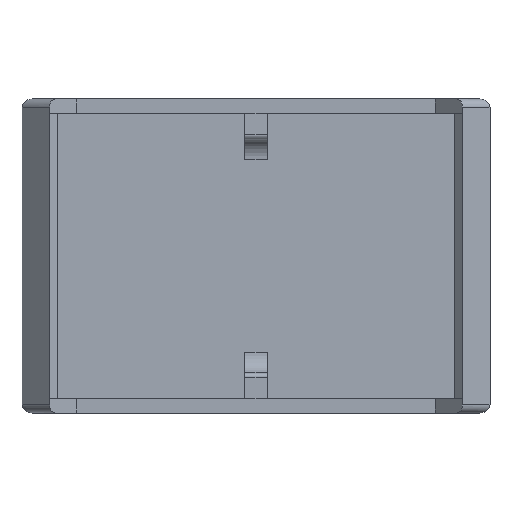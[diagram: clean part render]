
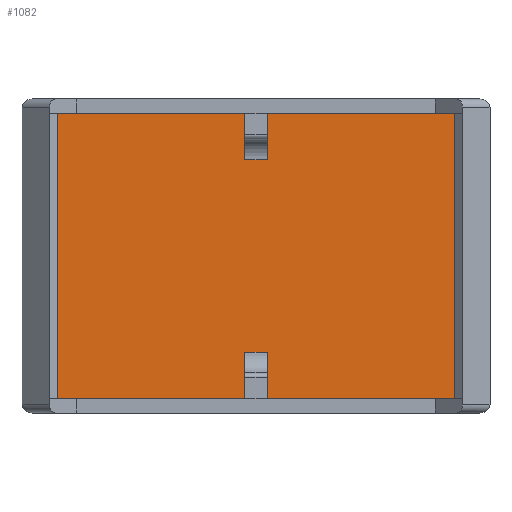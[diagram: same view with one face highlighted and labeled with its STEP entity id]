
A CAD part, front view. The second image highlights one B-rep face of the part: STEP entity #1082.
In plain terms, the highlighted planar face has unit normal (0, -1, 0).
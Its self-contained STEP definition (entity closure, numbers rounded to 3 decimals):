
#3 = VECTOR ( 'NONE', #1402, 1000. ) ;
#5 = VECTOR ( 'NONE', #1437, 1000. ) ;
#6 = CARTESIAN_POINT ( 'NONE',  ( -24.977, 0.5, -17.25 ) ) ;
#27 = CARTESIAN_POINT ( 'NONE',  ( 0., 0.5, 11.65 ) ) ;
#29 = LINE ( 'NONE', #6, #1405 ) ;
#39 = CARTESIAN_POINT ( 'NONE',  ( 23.977, 0.5, 17.25 ) ) ;
#61 = EDGE_CURVE ( 'NONE', #873, #1460, #1057, .T. ) ;
#115 = VECTOR ( 'NONE', #857, 1000. ) ;
#119 = EDGE_CURVE ( 'NONE', #167, #936, #1186, .T. ) ;
#123 = LINE ( 'NONE', #1016, #553 ) ;
#148 = LINE ( 'NONE', #908, #1084 ) ;
#167 = VERTEX_POINT ( 'NONE', #39 ) ;
#192 = CARTESIAN_POINT ( 'NONE',  ( -1.35, 0.5, 11.65 ) ) ;
#201 = VECTOR ( 'NONE', #1326, 1000. ) ;
#211 = VERTEX_POINT ( 'NONE', #1344 ) ;
#223 = ORIENTED_EDGE ( 'NONE', *, *, #557, .T. ) ;
#272 = DIRECTION ( 'NONE',  ( 0., 0., 1. ) ) ;
#277 = CARTESIAN_POINT ( 'NONE',  ( 0., 0.5, -11.65 ) ) ;
#283 = VECTOR ( 'NONE', #1489, 1000. ) ;
#306 = LINE ( 'NONE', #820, #3 ) ;
#313 = EDGE_CURVE ( 'NONE', #1425, #450, #605, .T. ) ;
#344 = CARTESIAN_POINT ( 'NONE',  ( -1.35, 0.5, -11.65 ) ) ;
#354 = VECTOR ( 'NONE', #654, 1000. ) ;
#362 = EDGE_CURVE ( 'NONE', #457, #1184, #482, .T. ) ;
#378 = EDGE_CURVE ( 'NONE', #1372, #167, #683, .T. ) ;
#422 = AXIS2_PLACEMENT_3D ( 'NONE', #667, #548, #1273 ) ;
#427 = FACE_OUTER_BOUND ( 'NONE', #626, .T. ) ;
#450 = VERTEX_POINT ( 'NONE', #859 ) ;
#457 = VERTEX_POINT ( 'NONE', #1440 ) ;
#474 = CARTESIAN_POINT ( 'NONE',  ( 1.35, 0.5, -17.25 ) ) ;
#482 = LINE ( 'NONE', #27, #852 ) ;
#512 = ORIENTED_EDGE ( 'NONE', *, *, #851, .F. ) ;
#516 = CARTESIAN_POINT ( 'NONE',  ( -24.977, 0.5, 17.25 ) ) ;
#520 = CARTESIAN_POINT ( 'NONE',  ( -1.35, 0.5, -17.25 ) ) ;
#548 = DIRECTION ( 'NONE',  ( 0., -1., 0. ) ) ;
#553 = VECTOR ( 'NONE', #1412, 1000. ) ;
#557 = EDGE_CURVE ( 'NONE', #1460, #1419, #1066, .T. ) ;
#566 = VECTOR ( 'NONE', #620, 1000. ) ;
#605 = LINE ( 'NONE', #277, #566 ) ;
#620 = DIRECTION ( 'NONE',  ( 1., 0., 0. ) ) ;
#626 = EDGE_LOOP ( 'NONE', ( #627, #1396, #512, #747, #886, #1289, #1041, #1465, #1418, #1470, #223, #1467 ) ) ;
#627 = ORIENTED_EDGE ( 'NONE', *, *, #928, .T. ) ;
#630 = EDGE_CURVE ( 'NONE', #1490, #1372, #123, .T. ) ;
#652 = CARTESIAN_POINT ( 'NONE',  ( -24.977, 0.5, 17.25 ) ) ;
#654 = DIRECTION ( 'NONE',  ( -1., 0., 0. ) ) ;
#667 = CARTESIAN_POINT ( 'NONE',  ( 0., 0.5, 0. ) ) ;
#683 = LINE ( 'NONE', #1457, #115 ) ;
#707 = CARTESIAN_POINT ( 'NONE',  ( -23.977, 0.5, 17.25 ) ) ;
#723 = CARTESIAN_POINT ( 'NONE',  ( 1.35, 0.5, -17.25 ) ) ;
#735 = DIRECTION ( 'NONE',  ( -1., 0., 0. ) ) ;
#747 = ORIENTED_EDGE ( 'NONE', *, *, #630, .T. ) ;
#786 = PLANE ( 'NONE',  #422 ) ;
#788 = EDGE_CURVE ( 'NONE', #1184, #873, #148, .T. ) ;
#808 = VECTOR ( 'NONE', #1237, 1000. ) ;
#820 = CARTESIAN_POINT ( 'NONE',  ( 1.35, 0.5, 17.25 ) ) ;
#845 = LINE ( 'NONE', #520, #808 ) ;
#851 = EDGE_CURVE ( 'NONE', #1490, #450, #1282, .T. ) ;
#852 = VECTOR ( 'NONE', #735, 1000. ) ;
#857 = DIRECTION ( 'NONE',  ( 0., 0., 1. ) ) ;
#859 = CARTESIAN_POINT ( 'NONE',  ( 1.35, 0.5, -11.65 ) ) ;
#873 = VERTEX_POINT ( 'NONE', #998 ) ;
#886 = ORIENTED_EDGE ( 'NONE', *, *, #378, .T. ) ;
#908 = CARTESIAN_POINT ( 'NONE',  ( -1.35, 0.5, 17.25 ) ) ;
#928 = EDGE_CURVE ( 'NONE', #211, #1425, #845, .T. ) ;
#936 = VERTEX_POINT ( 'NONE', #1129 ) ;
#998 = CARTESIAN_POINT ( 'NONE',  ( -1.35, 0.5, 17.25 ) ) ;
#1016 = CARTESIAN_POINT ( 'NONE',  ( -24.977, 0.5, -17.25 ) ) ;
#1041 = ORIENTED_EDGE ( 'NONE', *, *, #1161, .F. ) ;
#1057 = LINE ( 'NONE', #652, #354 ) ;
#1066 = LINE ( 'NONE', #1251, #283 ) ;
#1081 = CARTESIAN_POINT ( 'NONE',  ( -23.977, 0.5, -17.25 ) ) ;
#1082 = ADVANCED_FACE ( 'NONE', ( #427 ), #786, .T. ) ;
#1084 = VECTOR ( 'NONE', #272, 1000. ) ;
#1091 = DIRECTION ( 'NONE',  ( 1., 0., 0. ) ) ;
#1105 = CARTESIAN_POINT ( 'NONE',  ( 23.977, 0.5, -17.25 ) ) ;
#1129 = CARTESIAN_POINT ( 'NONE',  ( 1.35, 0.5, 17.25 ) ) ;
#1161 = EDGE_CURVE ( 'NONE', #457, #936, #306, .T. ) ;
#1184 = VERTEX_POINT ( 'NONE', #192 ) ;
#1186 = LINE ( 'NONE', #516, #201 ) ;
#1237 = DIRECTION ( 'NONE',  ( 0., 0., 1. ) ) ;
#1251 = CARTESIAN_POINT ( 'NONE',  ( -23.977, 0.5, -17.25 ) ) ;
#1273 = DIRECTION ( 'NONE',  ( 1., 0., 0. ) ) ;
#1282 = LINE ( 'NONE', #474, #5 ) ;
#1289 = ORIENTED_EDGE ( 'NONE', *, *, #119, .T. ) ;
#1326 = DIRECTION ( 'NONE',  ( -1., 0., 0. ) ) ;
#1344 = CARTESIAN_POINT ( 'NONE',  ( -1.35, 0.5, -17.25 ) ) ;
#1372 = VERTEX_POINT ( 'NONE', #1105 ) ;
#1396 = ORIENTED_EDGE ( 'NONE', *, *, #313, .T. ) ;
#1402 = DIRECTION ( 'NONE',  ( 0., 0., 1. ) ) ;
#1405 = VECTOR ( 'NONE', #1091, 1000. ) ;
#1412 = DIRECTION ( 'NONE',  ( 1., 0., 0. ) ) ;
#1418 = ORIENTED_EDGE ( 'NONE', *, *, #788, .T. ) ;
#1419 = VERTEX_POINT ( 'NONE', #1081 ) ;
#1425 = VERTEX_POINT ( 'NONE', #344 ) ;
#1437 = DIRECTION ( 'NONE',  ( 0., 0., 1. ) ) ;
#1440 = CARTESIAN_POINT ( 'NONE',  ( 1.35, 0.5, 11.65 ) ) ;
#1457 = CARTESIAN_POINT ( 'NONE',  ( 23.977, 0.5, 17.25 ) ) ;
#1460 = VERTEX_POINT ( 'NONE', #707 ) ;
#1465 = ORIENTED_EDGE ( 'NONE', *, *, #362, .T. ) ;
#1467 = ORIENTED_EDGE ( 'NONE', *, *, #1504, .T. ) ;
#1470 = ORIENTED_EDGE ( 'NONE', *, *, #61, .T. ) ;
#1489 = DIRECTION ( 'NONE',  ( 0., 0., -1. ) ) ;
#1490 = VERTEX_POINT ( 'NONE', #723 ) ;
#1504 = EDGE_CURVE ( 'NONE', #1419, #211, #29, .T. ) ;
